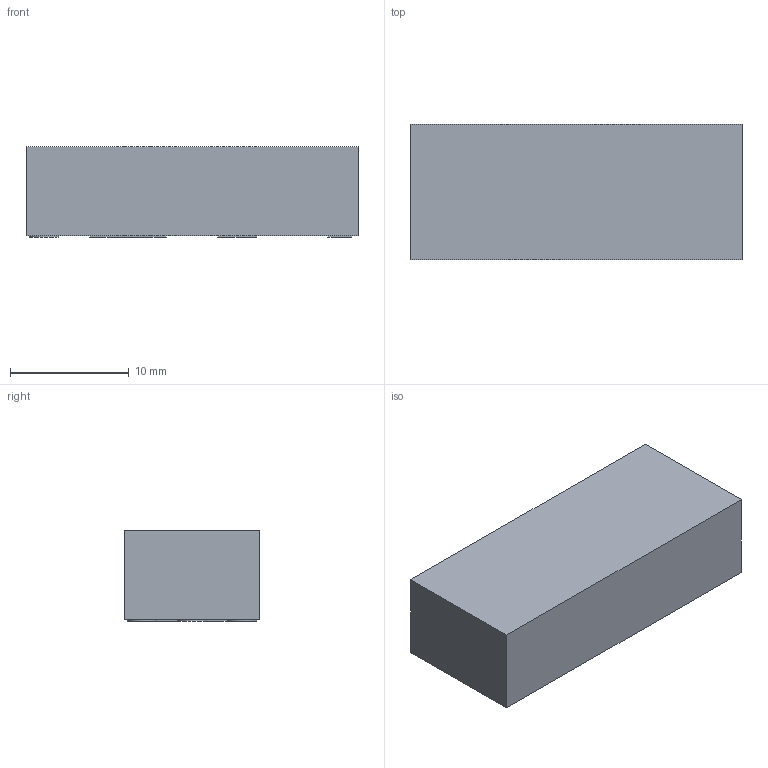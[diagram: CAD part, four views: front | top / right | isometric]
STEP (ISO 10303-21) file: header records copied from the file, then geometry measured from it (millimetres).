
FILE_DESCRIPTION(('FreeCAD Model'),'2;1');
FILE_NAME('11407248.1.4.stp','2021-06-28T11:16:38',( 'Author'),(''),'Open CASCADE STEP processor 6.9','FreeCAD','Unknown' );
FILE_SCHEMA(('AUTOMOTIVE_DESIGN { 1 0 10303 214 1 1 1 1 }'));
Length unit declared in the file: millimetre
Products named in the file (3): ASSEMBLY; Body; Pins
Assembly tree (2 placements, depth 2):
  ASSEMBLY
    Body
    Pins
Bounding box: 27.94 x 11.43 x 7.6 mm (x, y, z)
Volume: 2399.9 mm3; surface area: 1332.4 mm2
Topology: 9 solids, 9 shells, 45 faces, 81 edges, 54 vertices
Faces by surface type: plane 42, cylinder 3
Full cylindrical faces by diameter (mm): 2.51 x3
Entity records: 2249 total; most frequent: CARTESIAN_POINT 345, DIRECTION 345, LINE 231, VECTOR 231, ORIENTED_EDGE 162, PCURVE 162, DEFINITIONAL_REPRESENTATION 162, EDGE_CURVE 81
